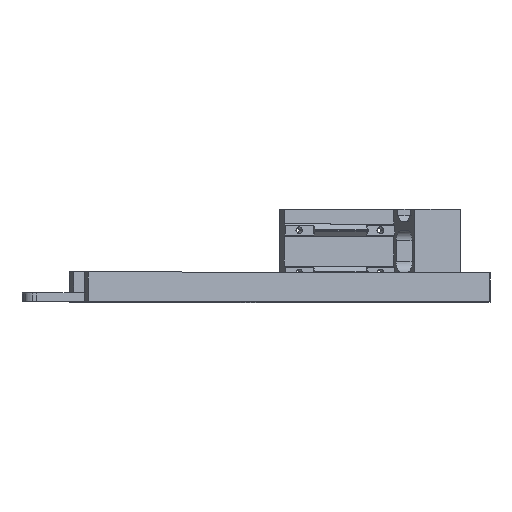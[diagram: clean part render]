
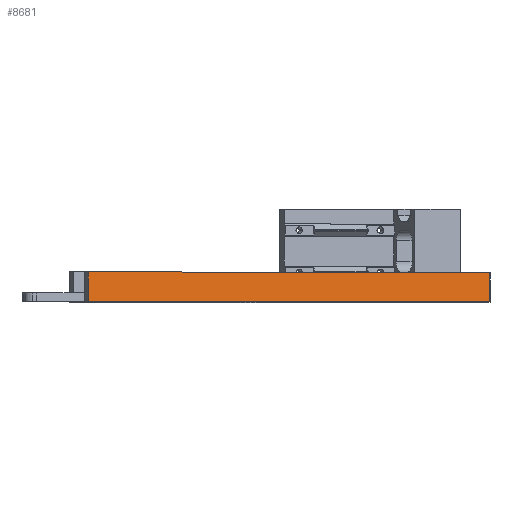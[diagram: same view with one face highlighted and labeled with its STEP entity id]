
A CAD part, top view. The second image highlights one B-rep face of the part: STEP entity #8681.
In plain terms, the highlighted planar face has unit normal (0.5, 0, 0.866).
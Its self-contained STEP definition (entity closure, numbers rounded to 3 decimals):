
#174 = LINE ( 'NONE', #352, #1291 ) ;
#352 = CARTESIAN_POINT ( 'NONE',  ( -157.865, -10., 189.086 ) ) ;
#1291 = VECTOR ( 'NONE', #9260, 1000. ) ;
#1426 = CARTESIAN_POINT ( 'NONE',  ( -157.865, -24., 189.086 ) ) ;
#1487 = LINE ( 'NONE', #3966, #3448 ) ;
#1524 = ORIENTED_EDGE ( 'NONE', *, *, #10553, .F. ) ;
#1708 = EDGE_CURVE ( 'NONE', #11144, #2938, #1487, .T. ) ;
#1988 = VERTEX_POINT ( 'NONE', #10221 ) ;
#2938 = VERTEX_POINT ( 'NONE', #10050 ) ;
#3351 = ORIENTED_EDGE ( 'NONE', *, *, #9701, .T. ) ;
#3448 = VECTOR ( 'NONE', #5564, 1000. ) ;
#3966 = CARTESIAN_POINT ( 'NONE',  ( -157.865, -24., 189.086 ) ) ;
#4405 = ORIENTED_EDGE ( 'NONE', *, *, #6660, .F. ) ;
#4882 = DIRECTION ( 'NONE',  ( -0.866, 0., 0.5 ) ) ;
#5222 = CARTESIAN_POINT ( 'NONE',  ( -157.865, -24., 189.086 ) ) ;
#5259 = DIRECTION ( 'NONE',  ( 0., 1., 0. ) ) ;
#5560 = LINE ( 'NONE', #9615, #8146 ) ;
#5564 = DIRECTION ( 'NONE',  ( -0.866, 0., 0.5 ) ) ;
#5859 = DIRECTION ( 'NONE',  ( -0.5, 0., -0.866 ) ) ;
#6020 = CARTESIAN_POINT ( 'NONE',  ( -157.865, -10., 189.086 ) ) ;
#6080 = AXIS2_PLACEMENT_3D ( 'NONE', #1426, #5859, #4882 ) ;
#6098 = DIRECTION ( 'NONE',  ( 0., 1., 0. ) ) ;
#6660 = EDGE_CURVE ( 'NONE', #2938, #10712, #8630, .T. ) ;
#7596 = EDGE_LOOP ( 'NONE', ( #3351, #1524, #4405, #8090 ) ) ;
#8090 = ORIENTED_EDGE ( 'NONE', *, *, #1708, .F. ) ;
#8146 = VECTOR ( 'NONE', #5259, 1000. ) ;
#8321 = FACE_OUTER_BOUND ( 'NONE', #7596, .T. ) ;
#8630 = LINE ( 'NONE', #5222, #8776 ) ;
#8681 = ADVANCED_FACE ( 'NONE', ( #8321 ), #11105, .F. ) ;
#8776 = VECTOR ( 'NONE', #6098, 1000. ) ;
#9260 = DIRECTION ( 'NONE',  ( 0.866, 0., -0.5 ) ) ;
#9615 = CARTESIAN_POINT ( 'NONE',  ( 32.724, -24., 79.049 ) ) ;
#9701 = EDGE_CURVE ( 'NONE', #11144, #1988, #5560, .T. ) ;
#10050 = CARTESIAN_POINT ( 'NONE',  ( -157.865, -24., 189.086 ) ) ;
#10221 = CARTESIAN_POINT ( 'NONE',  ( 32.724, -10., 79.049 ) ) ;
#10553 = EDGE_CURVE ( 'NONE', #10712, #1988, #174, .T. ) ;
#10712 = VERTEX_POINT ( 'NONE', #6020 ) ;
#11067 = CARTESIAN_POINT ( 'NONE',  ( 32.724, -24., 79.049 ) ) ;
#11105 = PLANE ( 'NONE',  #6080 ) ;
#11144 = VERTEX_POINT ( 'NONE', #11067 ) ;
